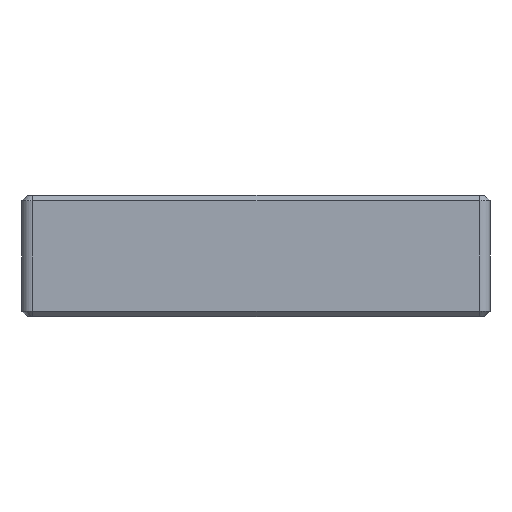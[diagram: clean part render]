
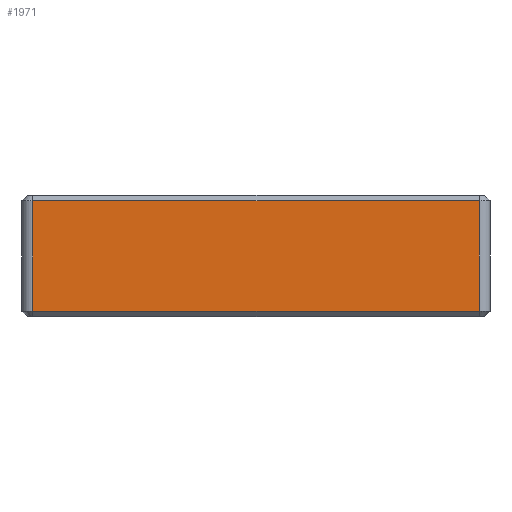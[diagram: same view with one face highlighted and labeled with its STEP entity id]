
A CAD part, left-side view. The second image highlights one B-rep face of the part: STEP entity #1971.
In plain terms, the highlighted planar face has unit normal (-1, 0, 0).
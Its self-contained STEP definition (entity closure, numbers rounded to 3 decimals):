
#90=PLANE('',#2163);
#304=FACE_OUTER_BOUND('',#428,.T.);
#428=EDGE_LOOP('',(#1711,#1712,#1713,#1714));
#609=LINE('',#3401,#787);
#613=LINE('',#3410,#791);
#614=LINE('',#3414,#792);
#615=LINE('',#3415,#793);
#787=VECTOR('',#2639,10.);
#791=VECTOR('',#2647,10.);
#792=VECTOR('',#2652,10.);
#793=VECTOR('',#2653,10.);
#998=VERTEX_POINT('',#3358);
#1011=VERTEX_POINT('',#3395);
#1014=VERTEX_POINT('',#3409);
#1015=VERTEX_POINT('',#3413);
#1265=EDGE_CURVE('',#998,#1011,#609,.T.);
#1269=EDGE_CURVE('',#1011,#1014,#613,.T.);
#1271=EDGE_CURVE('',#1015,#998,#614,.T.);
#1272=EDGE_CURVE('',#1014,#1015,#615,.T.);
#1711=ORIENTED_EDGE('',*,*,#1265,.F.);
#1712=ORIENTED_EDGE('',*,*,#1271,.F.);
#1713=ORIENTED_EDGE('',*,*,#1272,.F.);
#1714=ORIENTED_EDGE('',*,*,#1269,.F.);
#1971=ADVANCED_FACE('',(#304),#90,.T.);
#2163=AXIS2_PLACEMENT_3D('',#3412,#2650,#2651);
#2639=DIRECTION('',(0.,1.,0.));
#2647=DIRECTION('',(0.,0.,1.));
#2650=DIRECTION('center_axis',(-1.,0.,0.));
#2651=DIRECTION('ref_axis',(0.,1.,0.));
#2652=DIRECTION('',(0.,0.,-1.));
#2653=DIRECTION('',(0.,-1.,0.));
#3358=CARTESIAN_POINT('',(-9.475,-8.182,-0.745));
#3395=CARTESIAN_POINT('',(-9.475,34.163,-0.745));
#3401=CARTESIAN_POINT('',(-9.475,1.905,-0.745));
#3409=CARTESIAN_POINT('',(-9.475,34.163,9.755));
#3410=CARTESIAN_POINT('',(-9.475,34.163,10.255));
#3412=CARTESIAN_POINT('Origin',(-9.475,-9.182,10.255));
#3413=CARTESIAN_POINT('',(-9.475,-8.182,9.755));
#3414=CARTESIAN_POINT('',(-9.475,-8.182,10.255));
#3415=CARTESIAN_POINT('',(-9.475,1.905,9.755));
